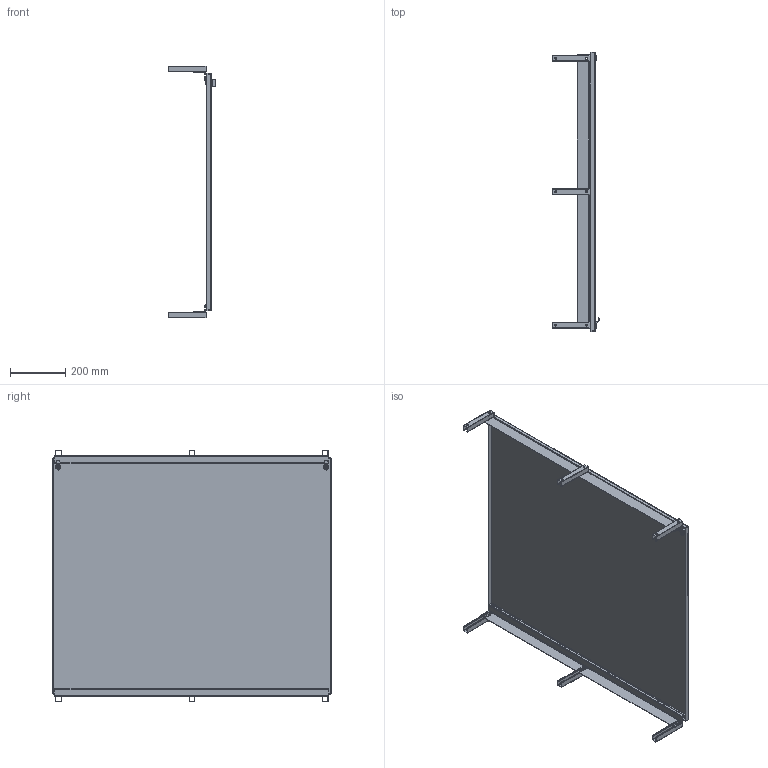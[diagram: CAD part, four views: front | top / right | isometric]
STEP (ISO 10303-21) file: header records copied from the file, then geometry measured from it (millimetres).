
FILE_DESCRIPTION (( 'STEP AP214' ), '1' );
FILE_NAME ('ESP4236.STEP', '2019-09-05T16:04:12', ( '' ), ( '' ), 'SwSTEP 2.0', 'SolidWorks 2018', '' );
FILE_SCHEMA (( 'AUTOMOTIVE_DESIGN' ));
Length unit declared in the file: inch
Products named in the file (1): ESP4236
Bounding box: 171.63 x 1009.65 x 910.74 mm (x, y, z)
Volume: 2593495 mm3; surface area: 2324122.6 mm2
Topology: 28 solids, 28 shells, 1012 faces, 2618 edges, 1690 vertices
Faces by surface type: plane 523, cylinder 361, bspline 64, torus 48, cone 16
Entity records: 46690 total; most frequent: CARTESIAN_POINT 8332, ORIENTED_EDGE 5204, DIRECTION 5186, EDGE_CURVE 2602, AXIS2_PLACEMENT_3D 1810, VERTEX_POINT 1690, VECTOR 1566, LINE 1566
